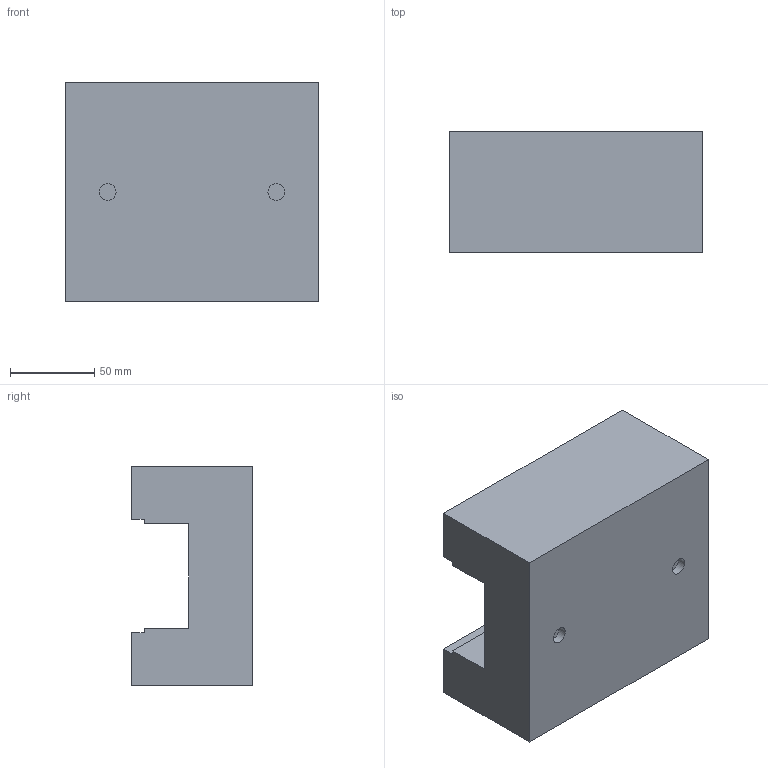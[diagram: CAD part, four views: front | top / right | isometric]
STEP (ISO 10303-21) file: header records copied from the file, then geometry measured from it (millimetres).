
FILE_DESCRIPTION(/* description */ (''),/* implementation_level */ '2;1');
FILE_NAME(/* name */ 'cradle_slide_back_mk1.stp',/* time_stamp */ '2022-12-10T13:39:10+01:00',/* author */ ('Rik Ubaghs'),/* organization */ (''),/* preprocessor_version */ 'ST-DEVELOPER v18.1',/* originating_system */ 'Autodesk Inventor 2021',/* authorisation */ '');
FILE_SCHEMA (('AUTOMOTIVE_DESIGN { 1 0 10303 214 3 1 1 }'));
Length unit declared in the file: millimetre
Products named in the file (1): cradle_slide1_mk1
Bounding box: 150 x 72 x 130 mm (x, y, z)
Volume: 1081236.9 mm3; surface area: 85541.1 mm2
Topology: 1 solids, 1 shells, 18 faces, 46 edges, 32 vertices
Faces by surface type: plane 16, cylinder 2
Full cylindrical faces by diameter (mm): 10 x2
Entity records: 618 total; most frequent: CARTESIAN_POINT 97, ORIENTED_EDGE 92, DIRECTION 92, EDGE_CURVE 46, LINE 38, VECTOR 38, VERTEX_POINT 32, AXIS2_PLACEMENT_3D 27
